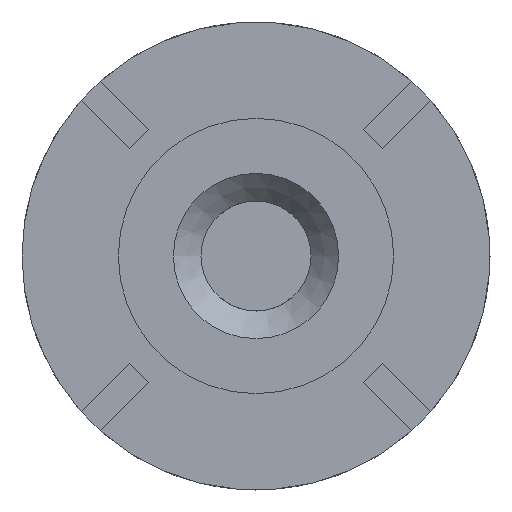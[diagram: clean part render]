
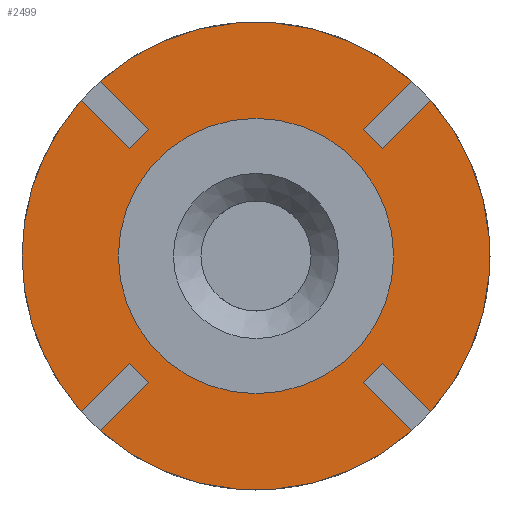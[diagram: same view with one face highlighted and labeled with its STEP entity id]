
A CAD part, front view. The second image highlights one B-rep face of the part: STEP entity #2499.
In plain terms, the highlighted planar face has unit normal (0, -1, 0).
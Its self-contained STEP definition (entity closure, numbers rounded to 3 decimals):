
#155=LINE('',#3905,#369);
#159=LINE('',#3913,#373);
#162=LINE('',#3919,#376);
#165=LINE('',#3928,#379);
#169=LINE('',#3936,#383);
#172=LINE('',#3942,#386);
#175=LINE('',#3951,#389);
#179=LINE('',#3959,#393);
#182=LINE('',#3965,#396);
#188=LINE('',#3992,#402);
#191=LINE('',#3998,#405);
#194=LINE('',#4003,#408);
#369=VECTOR('',#3181,10.);
#373=VECTOR('',#3187,10.);
#376=VECTOR('',#3192,10.);
#379=VECTOR('',#3201,10.);
#383=VECTOR('',#3207,10.);
#386=VECTOR('',#3212,10.);
#389=VECTOR('',#3221,10.);
#393=VECTOR('',#3227,10.);
#396=VECTOR('',#3232,10.);
#402=VECTOR('',#3262,10.);
#405=VECTOR('',#3267,10.);
#408=VECTOR('',#3272,10.);
#516=FACE_BOUND('',#789,.T.);
#645=FACE_OUTER_BOUND('',#788,.T.);
#788=EDGE_LOOP('',(#2148,#2149,#2150,#2151,#2152,#2153,#2154,#2155,#2156,
#2157,#2158,#2159,#2160,#2161,#2162,#2163,#2164));
#789=EDGE_LOOP('',(#2165));
#861=CIRCLE('',#2674,8.5);
#863=CIRCLE('',#2676,8.5);
#864=CIRCLE('',#2677,8.5);
#865=CIRCLE('',#2678,8.5);
#868=CIRCLE('',#2681,8.5);
#877=CIRCLE('',#2698,5.);
#1042=VERTEX_POINT('',#3903);
#1043=VERTEX_POINT('',#3904);
#1046=VERTEX_POINT('',#3912);
#1048=VERTEX_POINT('',#3918);
#1050=VERTEX_POINT('',#3926);
#1051=VERTEX_POINT('',#3927);
#1054=VERTEX_POINT('',#3935);
#1056=VERTEX_POINT('',#3941);
#1058=VERTEX_POINT('',#3949);
#1059=VERTEX_POINT('',#3950);
#1062=VERTEX_POINT('',#3958);
#1064=VERTEX_POINT('',#3964);
#1066=VERTEX_POINT('',#3972);
#1069=VERTEX_POINT('',#3978);
#1070=VERTEX_POINT('',#3982);
#1073=VERTEX_POINT('',#3991);
#1075=VERTEX_POINT('',#3997);
#1089=VERTEX_POINT('',#4036);
#1334=EDGE_CURVE('',#1042,#1043,#155,.T.);
#1338=EDGE_CURVE('',#1046,#1042,#159,.T.);
#1341=EDGE_CURVE('',#1048,#1046,#162,.T.);
#1345=EDGE_CURVE('',#1050,#1051,#165,.T.);
#1349=EDGE_CURVE('',#1054,#1050,#169,.T.);
#1352=EDGE_CURVE('',#1056,#1054,#172,.T.);
#1356=EDGE_CURVE('',#1058,#1059,#175,.T.);
#1360=EDGE_CURVE('',#1062,#1058,#179,.T.);
#1363=EDGE_CURVE('',#1064,#1062,#182,.T.);
#1367=EDGE_CURVE('',#1066,#1048,#861,.T.);
#1371=EDGE_CURVE('',#1059,#1069,#863,.T.);
#1372=EDGE_CURVE('',#1051,#1064,#864,.T.);
#1373=EDGE_CURVE('',#1070,#1056,#865,.T.);
#1377=EDGE_CURVE('',#1043,#1070,#868,.T.);
#1378=EDGE_CURVE('',#1073,#1066,#188,.T.);
#1381=EDGE_CURVE('',#1075,#1073,#191,.T.);
#1384=EDGE_CURVE('',#1069,#1075,#194,.T.);
#1400=EDGE_CURVE('',#1089,#1089,#877,.T.);
#2148=ORIENTED_EDGE('',*,*,#1334,.T.);
#2149=ORIENTED_EDGE('',*,*,#1377,.T.);
#2150=ORIENTED_EDGE('',*,*,#1373,.T.);
#2151=ORIENTED_EDGE('',*,*,#1352,.T.);
#2152=ORIENTED_EDGE('',*,*,#1349,.T.);
#2153=ORIENTED_EDGE('',*,*,#1345,.T.);
#2154=ORIENTED_EDGE('',*,*,#1372,.T.);
#2155=ORIENTED_EDGE('',*,*,#1363,.T.);
#2156=ORIENTED_EDGE('',*,*,#1360,.T.);
#2157=ORIENTED_EDGE('',*,*,#1356,.T.);
#2158=ORIENTED_EDGE('',*,*,#1371,.T.);
#2159=ORIENTED_EDGE('',*,*,#1384,.T.);
#2160=ORIENTED_EDGE('',*,*,#1381,.T.);
#2161=ORIENTED_EDGE('',*,*,#1378,.T.);
#2162=ORIENTED_EDGE('',*,*,#1367,.T.);
#2163=ORIENTED_EDGE('',*,*,#1341,.T.);
#2164=ORIENTED_EDGE('',*,*,#1338,.T.);
#2165=ORIENTED_EDGE('',*,*,#1400,.T.);
#2240=PLANE('',#2772);
#2499=ADVANCED_FACE('',(#645,#516),#2240,.T.);
#2674=AXIS2_PLACEMENT_3D('',#3973,#3241,#3242);
#2676=AXIS2_PLACEMENT_3D('',#3980,#3247,#3248);
#2677=AXIS2_PLACEMENT_3D('',#3981,#3249,#3250);
#2678=AXIS2_PLACEMENT_3D('',#3983,#3251,#3252);
#2681=AXIS2_PLACEMENT_3D('',#3989,#3258,#3259);
#2698=AXIS2_PLACEMENT_3D('',#4037,#3306,#3307);
#2772=AXIS2_PLACEMENT_3D('',#4200,#3493,#3494);
#3181=DIRECTION('',(-0.707,0.,0.707));
#3187=DIRECTION('',(-0.707,0.,-0.707));
#3192=DIRECTION('',(0.707,0.,-0.707));
#3201=DIRECTION('',(-0.707,0.,-0.707));
#3207=DIRECTION('',(0.707,0.,-0.707));
#3212=DIRECTION('',(0.707,0.,0.707));
#3221=DIRECTION('',(0.707,0.,-0.707));
#3227=DIRECTION('',(0.707,0.,0.707));
#3232=DIRECTION('',(-0.707,0.,0.707));
#3241=DIRECTION('center_axis',(0.,-1.,0.));
#3242=DIRECTION('ref_axis',(1.,0.,0.));
#3247=DIRECTION('center_axis',(0.,-1.,0.));
#3248=DIRECTION('ref_axis',(1.,0.,0.));
#3249=DIRECTION('center_axis',(0.,-1.,0.));
#3250=DIRECTION('ref_axis',(1.,0.,0.));
#3251=DIRECTION('center_axis',(0.,-1.,0.));
#3252=DIRECTION('ref_axis',(1.,0.,0.));
#3258=DIRECTION('center_axis',(0.,-1.,0.));
#3259=DIRECTION('ref_axis',(1.,0.,0.));
#3262=DIRECTION('',(0.707,0.,0.707));
#3267=DIRECTION('',(-0.707,0.,0.707));
#3272=DIRECTION('',(-0.707,0.,-0.707));
#3306=DIRECTION('center_axis',(0.,1.,0.));
#3307=DIRECTION('ref_axis',(-1.,0.,0.));
#3493=DIRECTION('center_axis',(0.,-1.,0.));
#3494=DIRECTION('ref_axis',(0.,0.,-1.));
#3903=CARTESIAN_POINT('',(-4.596,0.,3.889));
#3904=CARTESIAN_POINT('',(-6.354,0.,5.646));
#3905=CARTESIAN_POINT('',(-2.475,0.,1.768));
#3912=CARTESIAN_POINT('',(-3.889,0.,4.596));
#3913=CARTESIAN_POINT('',(-4.066,0.,4.419));
#3918=CARTESIAN_POINT('',(-5.646,0.,6.354));
#3919=CARTESIAN_POINT('',(-2.646,0.,3.354));
#3926=CARTESIAN_POINT('',(-3.889,0.,-4.596));
#3927=CARTESIAN_POINT('',(-5.646,0.,-6.354));
#3928=CARTESIAN_POINT('',(-1.768,0.,-2.475));
#3935=CARTESIAN_POINT('',(-4.596,0.,-3.889));
#3936=CARTESIAN_POINT('',(-4.419,0.,-4.066));
#3941=CARTESIAN_POINT('',(-6.354,0.,-5.646));
#3942=CARTESIAN_POINT('',(-3.354,0.,-2.646));
#3949=CARTESIAN_POINT('',(4.596,0.,-3.889));
#3950=CARTESIAN_POINT('',(6.354,0.,-5.646));
#3951=CARTESIAN_POINT('',(2.475,0.,-1.768));
#3958=CARTESIAN_POINT('',(3.889,0.,-4.596));
#3959=CARTESIAN_POINT('',(4.066,0.,-4.419));
#3964=CARTESIAN_POINT('',(5.646,0.,-6.354));
#3965=CARTESIAN_POINT('',(2.646,0.,-3.354));
#3972=CARTESIAN_POINT('',(5.646,0.,6.354));
#3973=CARTESIAN_POINT('Origin',(0.,0.,0.));
#3978=CARTESIAN_POINT('',(6.354,0.,5.646));
#3980=CARTESIAN_POINT('Origin',(0.,0.,0.));
#3981=CARTESIAN_POINT('Origin',(0.,0.,0.));
#3982=CARTESIAN_POINT('',(-8.5,0.,0.));
#3983=CARTESIAN_POINT('Origin',(0.,0.,0.));
#3989=CARTESIAN_POINT('Origin',(0.,0.,0.));
#3991=CARTESIAN_POINT('',(3.889,0.,4.596));
#3992=CARTESIAN_POINT('',(1.768,0.,2.475));
#3997=CARTESIAN_POINT('',(4.596,0.,3.889));
#3998=CARTESIAN_POINT('',(4.419,0.,4.066));
#4003=CARTESIAN_POINT('',(3.354,0.,2.646));
#4036=CARTESIAN_POINT('',(5.,0.,0.));
#4037=CARTESIAN_POINT('Origin',(0.,0.,0.));
#4200=CARTESIAN_POINT('Origin',(0.,0.,0.));
